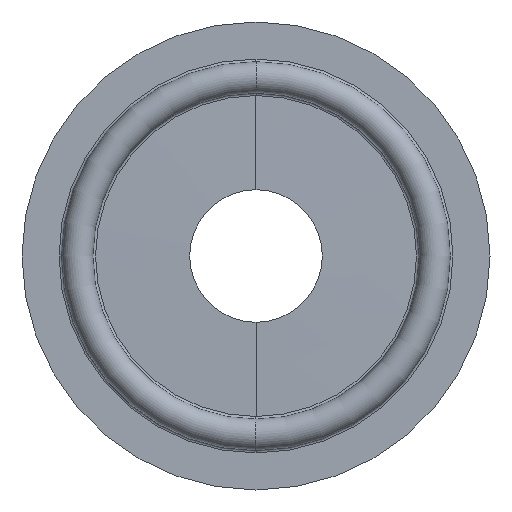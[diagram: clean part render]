
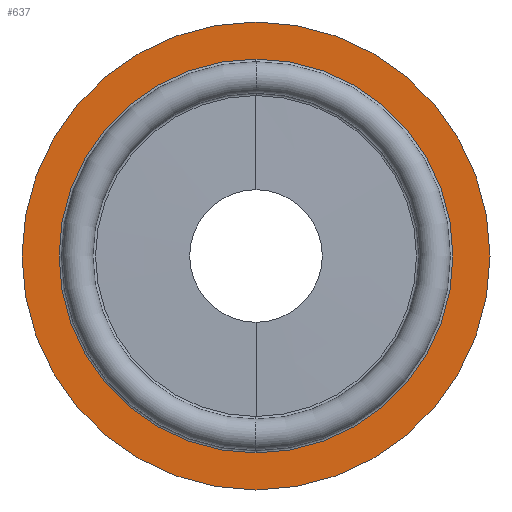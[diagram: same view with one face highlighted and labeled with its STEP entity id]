
A CAD part, left-side view. The second image highlights one B-rep face of the part: STEP entity #637.
In plain terms, the highlighted planar face has unit normal (-1, 0, 0).
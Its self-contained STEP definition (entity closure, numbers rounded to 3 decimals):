
#2 = CIRCLE ( 'NONE', #662, 15.15 ) ;
#3 = FACE_OUTER_BOUND ( 'NONE', #361, .T. ) ;
#51 = VERTEX_POINT ( 'NONE', #408 ) ;
#70 = EDGE_CURVE ( 'NONE', #159, #501, #2, .T. ) ;
#71 = CARTESIAN_POINT ( 'NONE',  ( -0.9, 0., 18. ) ) ;
#75 = AXIS2_PLACEMENT_3D ( 'NONE', #655, #250, #585 ) ;
#94 = EDGE_CURVE ( 'NONE', #294, #51, #823, .T. ) ;
#120 = CIRCLE ( 'NONE', #899, 15.15 ) ;
#159 = VERTEX_POINT ( 'NONE', #197 ) ;
#197 = CARTESIAN_POINT ( 'NONE',  ( -0.9, 0., 15.15 ) ) ;
#222 = PLANE ( 'NONE',  #270 ) ;
#242 = ORIENTED_EDGE ( 'NONE', *, *, #70, .T. ) ;
#250 = DIRECTION ( 'NONE',  ( -1., 0., 0. ) ) ;
#270 = AXIS2_PLACEMENT_3D ( 'NONE', #498, #431, #503 ) ;
#294 = VERTEX_POINT ( 'NONE', #71 ) ;
#337 = ORIENTED_EDGE ( 'NONE', *, *, #705, .T. ) ;
#359 = EDGE_CURVE ( 'NONE', #51, #294, #825, .T. ) ;
#361 = EDGE_LOOP ( 'NONE', ( #558, #390 ) ) ;
#390 = ORIENTED_EDGE ( 'NONE', *, *, #359, .T. ) ;
#408 = CARTESIAN_POINT ( 'NONE',  ( -0.9, 0., -18. ) ) ;
#431 = DIRECTION ( 'NONE',  ( 1., 0., 0. ) ) ;
#455 = AXIS2_PLACEMENT_3D ( 'NONE', #611, #627, #546 ) ;
#460 = EDGE_LOOP ( 'NONE', ( #337, #242 ) ) ;
#477 = DIRECTION ( 'NONE',  ( 0., 0., -1. ) ) ;
#498 = CARTESIAN_POINT ( 'NONE',  ( -0.9, 14.95, 0. ) ) ;
#501 = VERTEX_POINT ( 'NONE', #552 ) ;
#503 = DIRECTION ( 'NONE',  ( 0., 0., -1. ) ) ;
#541 = DIRECTION ( 'NONE',  ( 1., 0., 0. ) ) ;
#546 = DIRECTION ( 'NONE',  ( 0., 0., 1. ) ) ;
#552 = CARTESIAN_POINT ( 'NONE',  ( -0.9, 0., -15.15 ) ) ;
#553 = CARTESIAN_POINT ( 'NONE',  ( -0.9, 0., 0. ) ) ;
#558 = ORIENTED_EDGE ( 'NONE', *, *, #94, .T. ) ;
#569 = CARTESIAN_POINT ( 'NONE',  ( -0.9, 0., 0. ) ) ;
#585 = DIRECTION ( 'NONE',  ( 0., 0., 1. ) ) ;
#611 = CARTESIAN_POINT ( 'NONE',  ( -0.9, 0., 0. ) ) ;
#627 = DIRECTION ( 'NONE',  ( -1., 0., 0. ) ) ;
#637 = ADVANCED_FACE ( 'NONE', ( #845, #3 ), #222, .F. ) ;
#655 = CARTESIAN_POINT ( 'NONE',  ( -0.9, 0., 0. ) ) ;
#662 = AXIS2_PLACEMENT_3D ( 'NONE', #553, #541, #477 ) ;
#663 = DIRECTION ( 'NONE',  ( 0., 0., -1. ) ) ;
#705 = EDGE_CURVE ( 'NONE', #501, #159, #120, .T. ) ;
#724 = DIRECTION ( 'NONE',  ( 1., 0., 0. ) ) ;
#823 = CIRCLE ( 'NONE', #455, 18. ) ;
#825 = CIRCLE ( 'NONE', #75, 18. ) ;
#845 = FACE_BOUND ( 'NONE', #460, .T. ) ;
#899 = AXIS2_PLACEMENT_3D ( 'NONE', #569, #724, #663 ) ;
